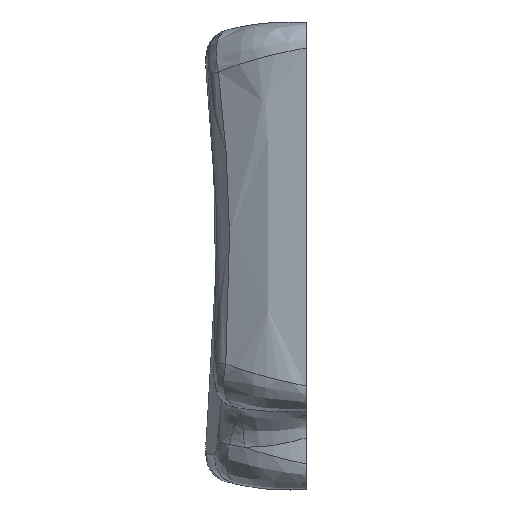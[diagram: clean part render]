
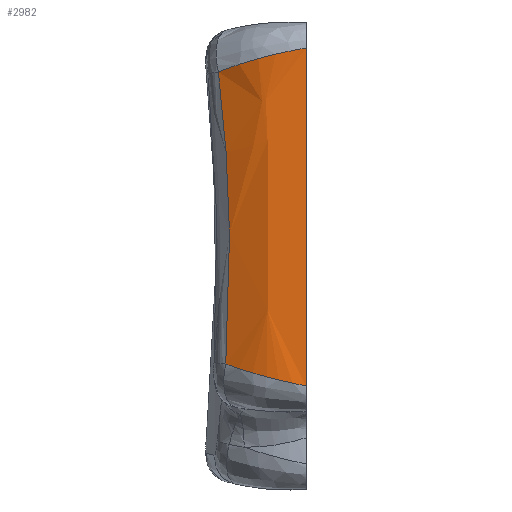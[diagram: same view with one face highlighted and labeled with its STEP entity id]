
A CAD part, left-side view. The second image highlights one B-rep face of the part: STEP entity #2982.
In plain terms, the highlighted free-form (B-spline) face has degree [2, 1] with [7, 2] control points.
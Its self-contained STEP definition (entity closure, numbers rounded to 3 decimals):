
#113=(
BOUNDED_SURFACE()
B_SPLINE_SURFACE(2,1,((#7173,#7174),(#7175,#7176),(#7177,#7178),(#7179,
#7180),(#7181,#7182),(#7183,#7184),(#7185,#7186)),.UNSPECIFIED.,.F.,.F.,
 .F.)
B_SPLINE_SURFACE_WITH_KNOTS((3,2,2,3),(2,2),(-4.991,-0.374,
0.086,0.18),(-1.295,2.088),
 .UNSPECIFIED.)
GEOMETRIC_REPRESENTATION_ITEM()
RATIONAL_B_SPLINE_SURFACE(((1.,1.),(1.,1.),(1.,1.),(0.974,0.974),
(1.,1.),(1.,1.),(1.,1.)))
REPRESENTATION_ITEM('')
SURFACE()
);
#191=LINE('',#6129,#397);
#397=VECTOR('',#3414,10.);
#639=FACE_OUTER_BOUND('',#828,.T.);
#828=EDGE_LOOP('',(#2216,#2217,#2218,#2219));
#1092=B_SPLINE_CURVE_WITH_KNOTS('',3,(#6868,#6869,#6870,#6871,#6872),
 .UNSPECIFIED.,.F.,.F.,(4,1,4),(-1.679,-0.72,0.),
 .UNSPECIFIED.);
#1100=B_SPLINE_CURVE_WITH_KNOTS('',3,(#7163,#7164,#7165,#7166,#7167,#7168,
#7169,#7170,#7171,#7172),.UNSPECIFIED.,.F.,.F.,(4,1,1,2,2,4),(0.063,
0.202,0.255,0.469,0.48,
0.481),.UNSPECIFIED.);
#1101=B_SPLINE_CURVE_WITH_KNOTS('',3,(#7187,#7188,#7189,#7190,#7191,#7192,
#7193,#7194,#7195,#7196),.UNSPECIFIED.,.F.,.F.,(4,2,2,1,1,4),(-0.01,
-0.01,0.,0.159,0.212,0.366),
 .UNSPECIFIED.);
#1291=VERTEX_POINT('',#6114);
#1293=VERTEX_POINT('',#6128);
#1324=VERTEX_POINT('',#6716);
#1328=VERTEX_POINT('',#6791);
#1602=EDGE_CURVE('',#1293,#1291,#191,.F.);
#1650=EDGE_CURVE('',#1328,#1324,#1092,.T.);
#1658=EDGE_CURVE('',#1324,#1291,#1100,.T.);
#1659=EDGE_CURVE('',#1293,#1328,#1101,.T.);
#2216=ORIENTED_EDGE('',*,*,#1650,.F.);
#2217=ORIENTED_EDGE('',*,*,#1659,.F.);
#2218=ORIENTED_EDGE('',*,*,#1602,.T.);
#2219=ORIENTED_EDGE('',*,*,#1658,.F.);
#2982=ADVANCED_FACE('',(#639),#113,.T.);
#3414=DIRECTION('',(0.,0.,-1.));
#6114=CARTESIAN_POINT('',(-111.782,2.5,-82.055));
#6128=CARTESIAN_POINT('',(-111.782,2.5,-101.449));
#6129=CARTESIAN_POINT('',(-111.782,2.5,-93.987));
#6716=CARTESIAN_POINT('',(-110.42,7.543,-83.425));
#6791=CARTESIAN_POINT('',(-110.716,7.118,-100.184));
#6868=CARTESIAN_POINT('Ctrl Pts',(-110.716,7.118,-100.184));
#6869=CARTESIAN_POINT('Ctrl Pts',(-110.867,6.886,-96.993));
#6870=CARTESIAN_POINT('Ctrl Pts',(-110.919,6.792,-91.389));
#6871=CARTESIAN_POINT('Ctrl Pts',(-110.635,7.253,-85.804));
#6872=CARTESIAN_POINT('Ctrl Pts',(-110.42,7.543,-83.425));
#7163=CARTESIAN_POINT('Ctrl Pts',(-110.42,7.543,-83.425));
#7164=CARTESIAN_POINT('Ctrl Pts',(-110.752,7.096,-83.242));
#7165=CARTESIAN_POINT('Ctrl Pts',(-111.176,6.399,-82.992));
#7166=CARTESIAN_POINT('Ctrl Pts',(-111.827,4.755,-82.503));
#7167=CARTESIAN_POINT('Ctrl Pts',(-111.945,3.522,-82.232));
#7168=CARTESIAN_POINT('Ctrl Pts',(-111.797,2.593,-82.071));
#7169=CARTESIAN_POINT('Ctrl Pts',(-111.789,2.542,-82.063));
#7170=CARTESIAN_POINT('Ctrl Pts',(-111.782,2.501,-82.055));
#7171=CARTESIAN_POINT('Ctrl Pts',(-111.782,2.501,-82.055));
#7172=CARTESIAN_POINT('Ctrl Pts',(-111.782,2.5,-82.055));
#7173=CARTESIAN_POINT('Ctrl Pts',(-71.338,57.408,-114.372));
#7174=CARTESIAN_POINT('Ctrl Pts',(-71.338,57.408,-80.546));
#7175=CARTESIAN_POINT('Ctrl Pts',(-90.799,32.58,-114.372));
#7176=CARTESIAN_POINT('Ctrl Pts',(-90.799,32.58,-80.546));
#7177=CARTESIAN_POINT('Ctrl Pts',(-110.261,7.752,-114.372));
#7178=CARTESIAN_POINT('Ctrl Pts',(-110.261,7.752,-80.546));
#7179=CARTESIAN_POINT('Ctrl Pts',(-112.249,5.215,-114.372));
#7180=CARTESIAN_POINT('Ctrl Pts',(-112.249,5.215,-80.546));
#7181=CARTESIAN_POINT('Ctrl Pts',(-111.782,2.5,-114.372));
#7182=CARTESIAN_POINT('Ctrl Pts',(-111.782,2.5,-80.546));
#7183=CARTESIAN_POINT('Ctrl Pts',(-111.688,1.957,-114.372));
#7184=CARTESIAN_POINT('Ctrl Pts',(-111.688,1.957,-80.546));
#7185=CARTESIAN_POINT('Ctrl Pts',(-111.595,1.414,-114.372));
#7186=CARTESIAN_POINT('Ctrl Pts',(-111.595,1.414,-80.546));
#7187=CARTESIAN_POINT('Ctrl Pts',(-111.782,2.5,-101.449));
#7188=CARTESIAN_POINT('Ctrl Pts',(-111.782,2.501,-101.449));
#7189=CARTESIAN_POINT('Ctrl Pts',(-111.782,2.501,-101.449));
#7190=CARTESIAN_POINT('Ctrl Pts',(-111.788,2.535,-101.441));
#7191=CARTESIAN_POINT('Ctrl Pts',(-111.795,2.578,-101.433));
#7192=CARTESIAN_POINT('Ctrl Pts',(-111.901,3.259,-101.291));
#7193=CARTESIAN_POINT('Ctrl Pts',(-111.886,4.197,-101.076));
#7194=CARTESIAN_POINT('Ctrl Pts',(-111.477,5.77,-100.648));
#7195=CARTESIAN_POINT('Ctrl Pts',(-111.07,6.577,-100.384));
#7196=CARTESIAN_POINT('Ctrl Pts',(-110.716,7.118,-100.184));
